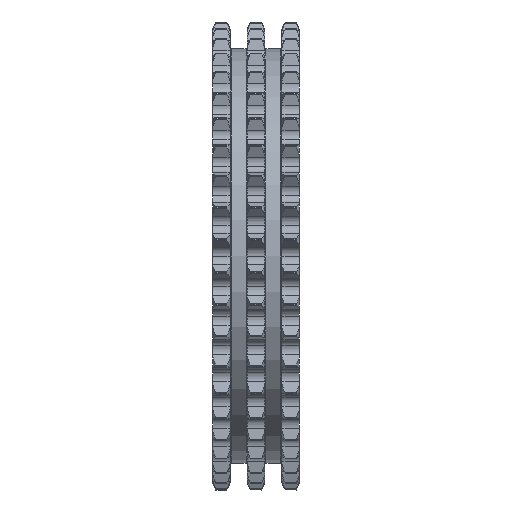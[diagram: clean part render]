
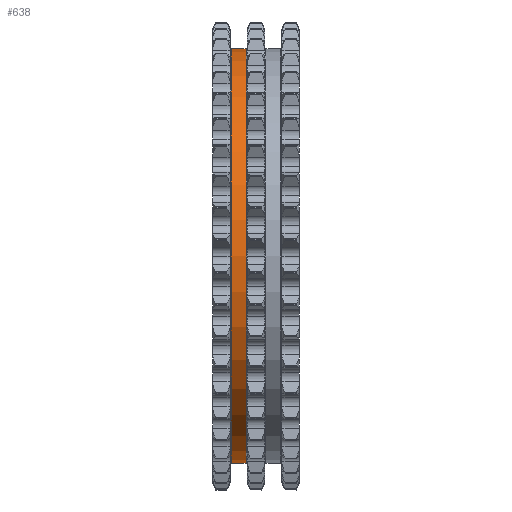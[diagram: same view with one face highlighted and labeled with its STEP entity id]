
A CAD part, front view. The second image highlights one B-rep face of the part: STEP entity #638.
In plain terms, the highlighted cylindrical face has radius 83.5 mm (diameter 167 mm), a full revolution.
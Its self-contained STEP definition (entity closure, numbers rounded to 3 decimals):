
#638 = ADVANCED_FACE( '', ( #2435, #2436 ), #2437, .T. );
#2435 = FACE_OUTER_BOUND( '', #4910, .T. );
#2436 = FACE_OUTER_BOUND( '', #4911, .T. );
#2437 = CYLINDRICAL_SURFACE( '', #4912, 83.5 );
#4910 = EDGE_LOOP( '', ( #10995 ) );
#4911 = EDGE_LOOP( '', ( #10996 ) );
#4912 = AXIS2_PLACEMENT_3D( '', #10997, #10998, #10999 );
#10995 = ORIENTED_EDGE( '', *, *, #19394, .T. );
#10996 = ORIENTED_EDGE( '', *, *, #19395, .F. );
#10997 = CARTESIAN_POINT( '', ( 34.9, 0., 0. ) );
#10998 = DIRECTION( '', ( -1., 0., 0. ) );
#10999 = DIRECTION( '', ( 0., 0., -1. ) );
#19394 = EDGE_CURVE( '', #24589, #24589, #24590, .T. );
#19395 = EDGE_CURVE( '', #24591, #24591, #24592, .T. );
#24589 = VERTEX_POINT( '', #33615 );
#24590 = CIRCLE( '', #33616, 83.5 );
#24591 = VERTEX_POINT( '', #33617 );
#24592 = CIRCLE( '', #33618, 83.5 );
#33615 = CARTESIAN_POINT( '', ( 7.5, 0., -83.5 ) );
#33616 = AXIS2_PLACEMENT_3D( '', #40386, #40387, #40388 );
#33617 = CARTESIAN_POINT( '', ( 13.45, 0., -83.5 ) );
#33618 = AXIS2_PLACEMENT_3D( '', #40389, #40390, #40391 );
#40386 = CARTESIAN_POINT( '', ( 7.5, 0., 0. ) );
#40387 = DIRECTION( '', ( 1., 0., 0. ) );
#40388 = DIRECTION( '', ( 0., 0., -1. ) );
#40389 = CARTESIAN_POINT( '', ( 13.45, 0., 0. ) );
#40390 = DIRECTION( '', ( 1., 0., 0. ) );
#40391 = DIRECTION( '', ( 0., 0., -1. ) );
